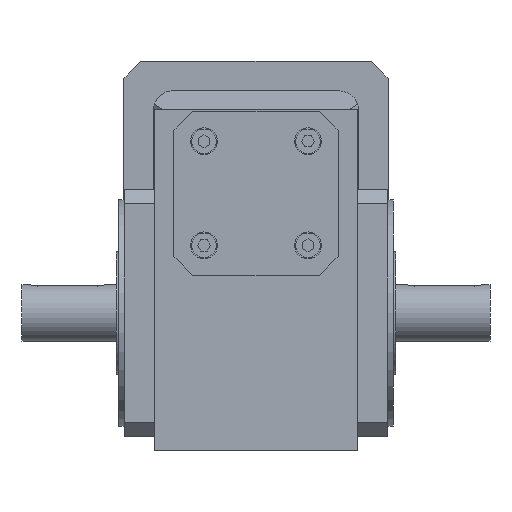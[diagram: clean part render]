
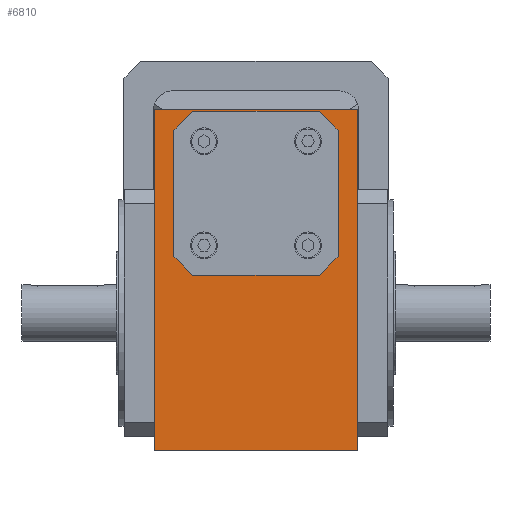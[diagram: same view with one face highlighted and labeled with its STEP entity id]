
A CAD part, left-side view. The second image highlights one B-rep face of the part: STEP entity #6810.
In plain terms, the highlighted planar face has unit normal (-1, 0, 0).
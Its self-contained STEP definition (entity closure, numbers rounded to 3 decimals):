
#78=LINE('',#9335,#533);
#81=LINE('',#9345,#536);
#84=LINE('',#9355,#539);
#85=LINE('',#9356,#540);
#533=VECTOR('',#7799,1000.);
#536=VECTOR('',#7808,1000.);
#539=VECTOR('',#7817,1000.);
#540=VECTOR('',#7818,1000.);
#987=PLANE('',#7203);
#1373=ORIENTED_EDGE('',*,*,#2693,.T.);
#1374=ORIENTED_EDGE('',*,*,#2689,.T.);
#1375=ORIENTED_EDGE('',*,*,#2694,.T.);
#1376=ORIENTED_EDGE('',*,*,#2684,.T.);
#1377=ORIENTED_EDGE('',*,*,#2695,.T.);
#1378=ORIENTED_EDGE('',*,*,#2696,.T.);
#2684=EDGE_CURVE('',#3357,#3358,#78,.T.);
#2689=EDGE_CURVE('',#3361,#3362,#81,.T.);
#2693=EDGE_CURVE('',#3364,#3364,#3860,.T.);
#2694=EDGE_CURVE('',#3362,#3357,#84,.T.);
#2695=EDGE_CURVE('',#3358,#3361,#85,.T.);
#2696=EDGE_CURVE('',#3365,#3365,#3861,.T.);
#3357=VERTEX_POINT('',#9336);
#3358=VERTEX_POINT('',#9337);
#3361=VERTEX_POINT('',#9346);
#3362=VERTEX_POINT('',#9347);
#3364=VERTEX_POINT('',#9354);
#3365=VERTEX_POINT('',#9358);
#3860=CIRCLE('',#7204,4.);
#3861=CIRCLE('',#7205,20.);
#4071=EDGE_LOOP('',(#1373));
#4072=EDGE_LOOP('',(#1374,#1375,#1376,#1377));
#4073=EDGE_LOOP('',(#1378));
#4586=FACE_BOUND('',#4071,.T.);
#4587=FACE_BOUND('',#4072,.T.);
#4588=FACE_BOUND('',#4073,.T.);
#6810=ADVANCED_FACE('',(#4586,#4587,#4588),#987,.T.);
#7203=AXIS2_PLACEMENT_3D('',#9352,#7813,#7814);
#7204=AXIS2_PLACEMENT_3D('',#9353,#7815,#7816);
#7205=AXIS2_PLACEMENT_3D('',#9357,#7819,#7820);
#7799=DIRECTION('',(0.,0.,-1.));
#7808=DIRECTION('',(0.,0.,1.));
#7813=DIRECTION('',(-1.,0.,0.));
#7814=DIRECTION('',(0.,-1.,0.));
#7815=DIRECTION('',(1.,0.,0.));
#7816=DIRECTION('',(0.,-1.,0.));
#7817=DIRECTION('',(0.,1.,0.));
#7818=DIRECTION('',(0.,-1.,0.));
#7819=DIRECTION('',(1.,0.,0.));
#7820=DIRECTION('',(0.,-1.,0.));
#9335=CARTESIAN_POINT('',(-79.,54.,44.435));
#9336=CARTESIAN_POINT('',(-79.,54.,44.435));
#9337=CARTESIAN_POINT('',(-79.,54.,-136.435));
#9345=CARTESIAN_POINT('',(-79.,-54.,-136.435));
#9346=CARTESIAN_POINT('',(-79.,-54.,-136.435));
#9347=CARTESIAN_POINT('',(-79.,-54.,44.435));
#9352=CARTESIAN_POINT('',(-79.,-54.,44.435));
#9353=CARTESIAN_POINT('',(-79.,27.577,27.577));
#9354=CARTESIAN_POINT('',(-79.,23.577,27.577));
#9355=CARTESIAN_POINT('',(-79.,-54.,44.435));
#9356=CARTESIAN_POINT('',(-79.,54.,-136.435));
#9357=CARTESIAN_POINT('',(-79.,0.,0.));
#9358=CARTESIAN_POINT('',(-79.,-20.,0.));
